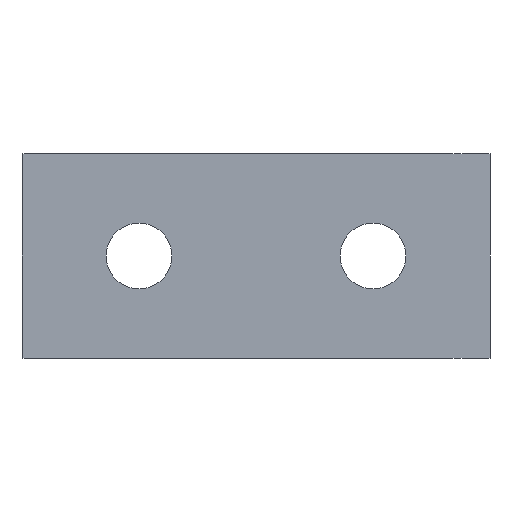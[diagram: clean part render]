
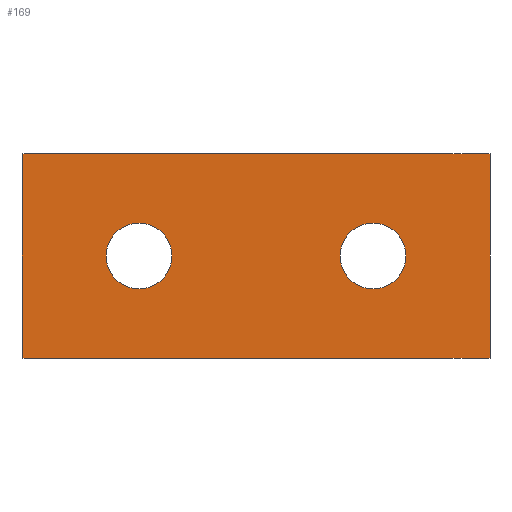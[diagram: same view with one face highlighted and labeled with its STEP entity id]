
A CAD part, front view. The second image highlights one B-rep face of the part: STEP entity #169.
In plain terms, the highlighted planar face has unit normal (0, -1, 0).
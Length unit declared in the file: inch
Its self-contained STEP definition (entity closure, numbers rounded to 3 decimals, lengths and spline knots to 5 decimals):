
#4 = EDGE_CURVE ( 'NONE', #402, #910, #1417, .T. ) ;
#14 = EDGE_CURVE ( 'NONE', #910, #402, #362, .T. ) ;
#18 = AXIS2_PLACEMENT_3D ( 'NONE', #1587, #1322, #189 ) ;
#34 = ORIENTED_EDGE ( 'NONE', *, *, #611, .T. ) ;
#48 = CARTESIAN_POINT ( 'NONE',  ( 1., -0.5, 0.4375 ) ) ;
#60 = CARTESIAN_POINT ( 'NONE',  ( 1., -0.5, 0.578 ) ) ;
#78 = DIRECTION ( 'NONE',  ( 0., 0., -1. ) ) ;
#85 = DIRECTION ( 'NONE',  ( 1., 0., 0. ) ) ;
#169 = ADVANCED_FACE ( 'NONE', ( #992, #856, #1107 ), #1354, .F. ) ;
#176 = CIRCLE ( 'NONE', #1101, 0.1405 ) ;
#189 = DIRECTION ( 'NONE',  ( 0., 0., 1. ) ) ;
#206 = VERTEX_POINT ( 'NONE', #261 ) ;
#230 = EDGE_LOOP ( 'NONE', ( #1324, #1491 ) ) ;
#261 = CARTESIAN_POINT ( 'NONE',  ( 1., -0.5, 0.297 ) ) ;
#296 = DIRECTION ( 'NONE',  ( 0., 0., 1. ) ) ;
#340 = VERTEX_POINT ( 'NONE', #1419 ) ;
#341 = CARTESIAN_POINT ( 'NONE',  ( 1.5, -0.5, 0. ) ) ;
#362 = CIRCLE ( 'NONE', #18, 0.1405 ) ;
#364 = EDGE_CURVE ( 'NONE', #1407, #206, #176, .T. ) ;
#400 = EDGE_LOOP ( 'NONE', ( #1149, #666 ) ) ;
#402 = VERTEX_POINT ( 'NONE', #813 ) ;
#427 = EDGE_LOOP ( 'NONE', ( #1135, #1313, #1533, #34 ) ) ;
#433 = EDGE_CURVE ( 'NONE', #340, #1544, #823, .T. ) ;
#448 = CARTESIAN_POINT ( 'NONE',  ( 1.5, -0.5, 0.875 ) ) ;
#505 = CARTESIAN_POINT ( 'NONE',  ( 1.5, -0.5, 0.875 ) ) ;
#608 = EDGE_CURVE ( 'NONE', #708, #340, #854, .T. ) ;
#611 = EDGE_CURVE ( 'NONE', #708, #749, #873, .T. ) ;
#666 = ORIENTED_EDGE ( 'NONE', *, *, #4, .T. ) ;
#708 = VERTEX_POINT ( 'NONE', #1284 ) ;
#745 = CARTESIAN_POINT ( 'NONE',  ( -0.5, -0.5, 0.875 ) ) ;
#749 = VERTEX_POINT ( 'NONE', #828 ) ;
#753 = CARTESIAN_POINT ( 'NONE',  ( 1.5, -0.5, 0. ) ) ;
#792 = VECTOR ( 'NONE', #1610, 39.37008 ) ;
#813 = CARTESIAN_POINT ( 'NONE',  ( 0., -0.5, 0.297 ) ) ;
#823 = LINE ( 'NONE', #448, #1019 ) ;
#825 = CARTESIAN_POINT ( 'NONE',  ( 0., -0.5, 0.4375 ) ) ;
#828 = CARTESIAN_POINT ( 'NONE',  ( -0.5, -0.5, 0. ) ) ;
#854 = LINE ( 'NONE', #1493, #1500 ) ;
#856 = FACE_BOUND ( 'NONE', #230, .T. ) ;
#863 = DIRECTION ( 'NONE',  ( 1., 0., 0. ) ) ;
#873 = LINE ( 'NONE', #745, #792 ) ;
#903 = CARTESIAN_POINT ( 'NONE',  ( 0., -0.5, 0.578 ) ) ;
#910 = VERTEX_POINT ( 'NONE', #903 ) ;
#971 = LINE ( 'NONE', #341, #1078 ) ;
#992 = FACE_BOUND ( 'NONE', #400, .T. ) ;
#1019 = VECTOR ( 'NONE', #78, 39.37008 ) ;
#1025 = DIRECTION ( 'NONE',  ( 0., 1., 0. ) ) ;
#1050 = AXIS2_PLACEMENT_3D ( 'NONE', #825, #1329, #1062 ) ;
#1062 = DIRECTION ( 'NONE',  ( 0., 0., 1. ) ) ;
#1065 = DIRECTION ( 'NONE',  ( 0., 0., 1. ) ) ;
#1078 = VECTOR ( 'NONE', #1252, 39.37008 ) ;
#1101 = AXIS2_PLACEMENT_3D ( 'NONE', #1310, #1201, #1065 ) ;
#1107 = FACE_OUTER_BOUND ( 'NONE', #427, .T. ) ;
#1135 = ORIENTED_EDGE ( 'NONE', *, *, #1148, .T. ) ;
#1148 = EDGE_CURVE ( 'NONE', #749, #1544, #971, .T. ) ;
#1149 = ORIENTED_EDGE ( 'NONE', *, *, #14, .T. ) ;
#1201 = DIRECTION ( 'NONE',  ( 0., 1., 0. ) ) ;
#1203 = AXIS2_PLACEMENT_3D ( 'NONE', #505, #1612, #863 ) ;
#1252 = DIRECTION ( 'NONE',  ( 1., 0., 0. ) ) ;
#1260 = EDGE_CURVE ( 'NONE', #206, #1407, #1370, .T. ) ;
#1284 = CARTESIAN_POINT ( 'NONE',  ( -0.5, -0.5, 0.875 ) ) ;
#1310 = CARTESIAN_POINT ( 'NONE',  ( 1., -0.5, 0.4375 ) ) ;
#1313 = ORIENTED_EDGE ( 'NONE', *, *, #433, .F. ) ;
#1322 = DIRECTION ( 'NONE',  ( 0., 1., 0. ) ) ;
#1324 = ORIENTED_EDGE ( 'NONE', *, *, #364, .T. ) ;
#1329 = DIRECTION ( 'NONE',  ( 0., 1., 0. ) ) ;
#1354 = PLANE ( 'NONE',  #1203 ) ;
#1370 = CIRCLE ( 'NONE', #1495, 0.1405 ) ;
#1407 = VERTEX_POINT ( 'NONE', #60 ) ;
#1417 = CIRCLE ( 'NONE', #1050, 0.1405 ) ;
#1419 = CARTESIAN_POINT ( 'NONE',  ( 1.5, -0.5, 0.875 ) ) ;
#1491 = ORIENTED_EDGE ( 'NONE', *, *, #1260, .T. ) ;
#1493 = CARTESIAN_POINT ( 'NONE',  ( 1.5, -0.5, 0.875 ) ) ;
#1495 = AXIS2_PLACEMENT_3D ( 'NONE', #48, #1025, #296 ) ;
#1500 = VECTOR ( 'NONE', #85, 39.37008 ) ;
#1533 = ORIENTED_EDGE ( 'NONE', *, *, #608, .F. ) ;
#1544 = VERTEX_POINT ( 'NONE', #753 ) ;
#1587 = CARTESIAN_POINT ( 'NONE',  ( 0., -0.5, 0.4375 ) ) ;
#1610 = DIRECTION ( 'NONE',  ( 0., 0., -1. ) ) ;
#1612 = DIRECTION ( 'NONE',  ( 0., 1., 0. ) ) ;
